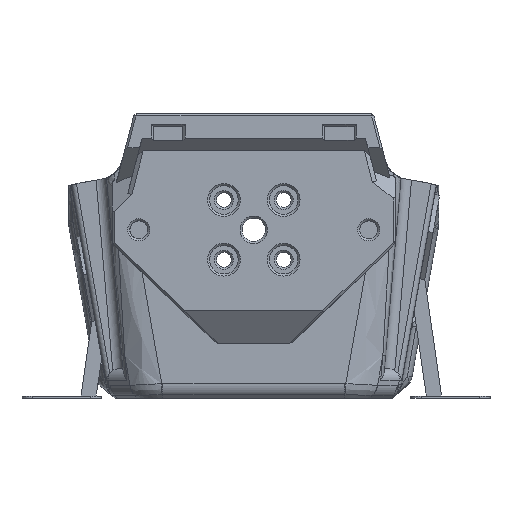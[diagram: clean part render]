
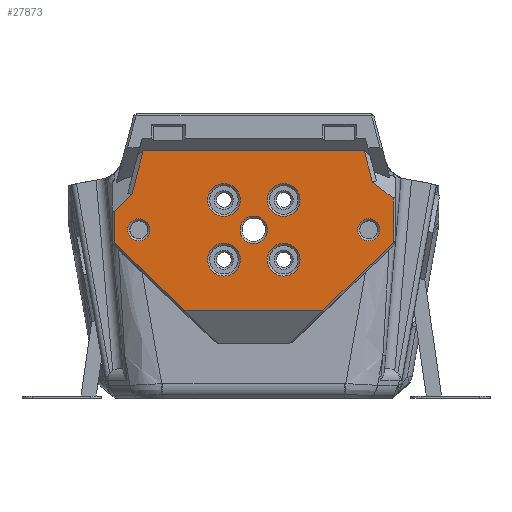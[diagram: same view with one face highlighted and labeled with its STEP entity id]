
A CAD part, front view. The second image highlights one B-rep face of the part: STEP entity #27873.
In plain terms, the highlighted planar face has unit normal (0, -1, 0).
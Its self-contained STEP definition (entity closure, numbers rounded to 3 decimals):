
#2189=CIRCLE('',#30152,2.1);
#2190=CIRCLE('',#30153,2.1);
#2191=CIRCLE('',#30154,2.6);
#2192=CIRCLE('',#30155,3.1);
#2193=CIRCLE('',#30156,3.1);
#2194=CIRCLE('',#30157,3.1);
#2195=CIRCLE('',#30158,3.1);
#9896=ORIENTED_EDGE('',*,*,#11730,.F.);
#9897=ORIENTED_EDGE('',*,*,#14576,.T.);
#9898=ORIENTED_EDGE('',*,*,#14577,.T.);
#9899=ORIENTED_EDGE('',*,*,#14578,.T.);
#9900=ORIENTED_EDGE('',*,*,#14579,.T.);
#9901=ORIENTED_EDGE('',*,*,#14580,.T.);
#9902=ORIENTED_EDGE('',*,*,#14581,.T.);
#9903=ORIENTED_EDGE('',*,*,#14582,.T.);
#9904=ORIENTED_EDGE('',*,*,#11739,.F.);
#9905=ORIENTED_EDGE('',*,*,#14583,.T.);
#9906=ORIENTED_EDGE('',*,*,#14584,.T.);
#9907=ORIENTED_EDGE('',*,*,#14585,.T.);
#9908=ORIENTED_EDGE('',*,*,#14586,.T.);
#9909=ORIENTED_EDGE('',*,*,#14587,.F.);
#9910=ORIENTED_EDGE('',*,*,#14588,.F.);
#9911=ORIENTED_EDGE('',*,*,#14589,.T.);
#9912=ORIENTED_EDGE('',*,*,#14590,.T.);
#11730=EDGE_CURVE('',#15573,#15574,#18028,.F.);
#11739=EDGE_CURVE('',#15582,#15583,#18037,.F.);
#14576=EDGE_CURVE('',#15573,#17375,#19649,.T.);
#14577=EDGE_CURVE('',#17375,#17376,#19650,.F.);
#14578=EDGE_CURVE('',#17376,#17377,#19651,.T.);
#14579=EDGE_CURVE('',#17377,#17378,#19652,.T.);
#14580=EDGE_CURVE('',#17378,#17379,#19653,.T.);
#14581=EDGE_CURVE('',#17379,#17380,#19654,.T.);
#14582=EDGE_CURVE('',#17380,#15583,#19655,.T.);
#14583=EDGE_CURVE('',#15582,#15574,#19656,.T.);
#14584=EDGE_CURVE('',#17381,#17381,#2189,.F.);
#14585=EDGE_CURVE('',#17382,#17382,#2190,.F.);
#14586=EDGE_CURVE('',#17383,#17383,#2191,.F.);
#14587=EDGE_CURVE('',#17384,#17384,#2192,.F.);
#14588=EDGE_CURVE('',#17385,#17385,#2193,.F.);
#14589=EDGE_CURVE('',#17386,#17386,#2194,.F.);
#14590=EDGE_CURVE('',#17387,#17387,#2195,.F.);
#15573=VERTEX_POINT('',#42060);
#15574=VERTEX_POINT('',#42062);
#15582=VERTEX_POINT('',#42079);
#15583=VERTEX_POINT('',#42081);
#17375=VERTEX_POINT('',#54576);
#17376=VERTEX_POINT('',#54578);
#17377=VERTEX_POINT('',#54580);
#17378=VERTEX_POINT('',#54582);
#17379=VERTEX_POINT('',#54584);
#17380=VERTEX_POINT('',#54586);
#17381=VERTEX_POINT('',#54590);
#17382=VERTEX_POINT('',#54592);
#17383=VERTEX_POINT('',#54594);
#17384=VERTEX_POINT('',#54596);
#17385=VERTEX_POINT('',#54598);
#17386=VERTEX_POINT('',#54600);
#17387=VERTEX_POINT('',#54602);
#18028=LINE('',#42061,#20368);
#18037=LINE('',#42080,#20377);
#19649=LINE('',#54575,#21989);
#19650=LINE('',#54577,#21990);
#19651=LINE('',#54579,#21991);
#19652=LINE('',#54581,#21992);
#19653=LINE('',#54583,#21993);
#19654=LINE('',#54585,#21994);
#19655=LINE('',#54587,#21995);
#19656=LINE('',#54588,#21996);
#20368=VECTOR('',#31809,1000.);
#20377=VECTOR('',#31820,1000.);
#21989=VECTOR('',#36502,1000.);
#21990=VECTOR('',#36503,1000.);
#21991=VECTOR('',#36504,1000.);
#21992=VECTOR('',#36505,1000.);
#21993=VECTOR('',#36506,1000.);
#21994=VECTOR('',#36507,1000.);
#21995=VECTOR('',#36508,1000.);
#21996=VECTOR('',#36509,1000.);
#23733=EDGE_LOOP('',(#9896,#9897,#9898,#9899,#9900,#9901,#9902,#9903,#9904,
#9905));
#23734=EDGE_LOOP('',(#9906));
#23735=EDGE_LOOP('',(#9907));
#23736=EDGE_LOOP('',(#9908));
#23737=EDGE_LOOP('',(#9909));
#23738=EDGE_LOOP('',(#9910));
#23739=EDGE_LOOP('',(#9911));
#23740=EDGE_LOOP('',(#9912));
#25439=FACE_BOUND('',#23733,.T.);
#25440=FACE_BOUND('',#23734,.T.);
#25441=FACE_BOUND('',#23735,.T.);
#25442=FACE_BOUND('',#23736,.T.);
#25443=FACE_BOUND('',#23737,.T.);
#25444=FACE_BOUND('',#23738,.T.);
#25445=FACE_BOUND('',#23739,.T.);
#25446=FACE_BOUND('',#23740,.T.);
#26378=PLANE('',#30151);
#27873=ADVANCED_FACE('',(#25439,#25440,#25441,#25442,#25443,#25444,#25445,
#25446),#26378,.T.);
#30151=AXIS2_PLACEMENT_3D('',#54574,#36500,#36501);
#30152=AXIS2_PLACEMENT_3D('',#54589,#36510,#36511);
#30153=AXIS2_PLACEMENT_3D('',#54591,#36512,#36513);
#30154=AXIS2_PLACEMENT_3D('',#54593,#36514,#36515);
#30155=AXIS2_PLACEMENT_3D('',#54595,#36516,#36517);
#30156=AXIS2_PLACEMENT_3D('',#54597,#36518,#36519);
#30157=AXIS2_PLACEMENT_3D('',#54599,#36520,#36521);
#30158=AXIS2_PLACEMENT_3D('',#54601,#36522,#36523);
#31809=DIRECTION('',(-1.,0.,0.));
#31820=DIRECTION('',(-0.797,0.,0.604));
#36500=DIRECTION('',(0.,-1.,0.));
#36501=DIRECTION('',(1.,0.,0.));
#36502=DIRECTION('',(-0.25,0.,-0.968));
#36503=DIRECTION('',(0.714,0.,0.7));
#36504=DIRECTION('',(0.,0.,-1.));
#36505=DIRECTION('',(0.722,0.,-0.692));
#36506=DIRECTION('',(1.,0.,0.));
#36507=DIRECTION('',(0.722,0.,0.692));
#36508=DIRECTION('',(0.,0.,1.));
#36509=DIRECTION('',(-0.25,0.,0.968));
#36510=DIRECTION('',(0.,-1.,0.));
#36511=DIRECTION('',(1.,0.,0.));
#36512=DIRECTION('',(0.,-1.,0.));
#36513=DIRECTION('',(1.,0.,0.));
#36514=DIRECTION('',(0.,-1.,0.));
#36515=DIRECTION('',(0.,0.,-1.));
#36516=DIRECTION('',(0.,1.,0.));
#36517=DIRECTION('',(0.,0.,-1.));
#36518=DIRECTION('',(0.,1.,0.));
#36519=DIRECTION('',(0.,0.,-1.));
#36520=DIRECTION('',(0.,-1.,0.));
#36521=DIRECTION('',(0.,0.,-1.));
#36522=DIRECTION('',(0.,-1.,0.));
#36523=DIRECTION('',(0.,0.,-1.));
#42060=CARTESIAN_POINT('',(-20.926,-29.1,46.811));
#42061=CARTESIAN_POINT('',(-0.052,-29.1,46.811));
#42062=CARTESIAN_POINT('',(20.926,-29.1,46.811));
#42079=CARTESIAN_POINT('',(22.462,-29.1,40.868));
#42080=CARTESIAN_POINT('',(15.729,-29.1,45.972));
#42081=CARTESIAN_POINT('',(26.393,-29.1,37.888));
#54574=CARTESIAN_POINT('',(0.,-29.1,25.221));
#54575=CARTESIAN_POINT('',(-24.847,-29.1,31.647));
#54576=CARTESIAN_POINT('',(-23.06,-29.1,38.559));
#54577=CARTESIAN_POINT('',(-17.965,-29.1,43.552));
#54578=CARTESIAN_POINT('',(-26.393,-29.1,35.292));
#54579=CARTESIAN_POINT('',(-26.393,-29.1,25.221));
#54580=CARTESIAN_POINT('',(-26.393,-29.1,29.389));
#54581=CARTESIAN_POINT('',(-10.556,-29.1,14.208));
#54582=CARTESIAN_POINT('',(-13.09,-29.1,16.638));
#54583=CARTESIAN_POINT('',(-2.754,-29.1,16.638));
#54584=CARTESIAN_POINT('',(13.09,-29.1,16.638));
#54585=CARTESIAN_POINT('',(10.556,-29.1,14.208));
#54586=CARTESIAN_POINT('',(26.393,-29.1,29.389));
#54587=CARTESIAN_POINT('',(26.393,-29.1,25.221));
#54588=CARTESIAN_POINT('',(24.847,-29.1,31.647));
#54589=CARTESIAN_POINT('',(-21.75,-29.1,31.853));
#54590=CARTESIAN_POINT('',(-19.65,-29.1,31.853));
#54591=CARTESIAN_POINT('',(21.75,-29.1,31.853));
#54592=CARTESIAN_POINT('',(23.85,-29.1,31.853));
#54593=CARTESIAN_POINT('',(0.,-29.1,31.85));
#54594=CARTESIAN_POINT('',(0.,-29.1,29.25));
#54595=CARTESIAN_POINT('',(5.657,-29.1,37.507));
#54596=CARTESIAN_POINT('',(5.657,-29.1,34.407));
#54597=CARTESIAN_POINT('',(5.657,-29.1,26.193));
#54598=CARTESIAN_POINT('',(5.657,-29.1,23.093));
#54599=CARTESIAN_POINT('',(-5.657,-29.1,37.507));
#54600=CARTESIAN_POINT('',(-5.657,-29.1,34.407));
#54601=CARTESIAN_POINT('',(-5.657,-29.1,26.193));
#54602=CARTESIAN_POINT('',(-5.657,-29.1,23.093));
